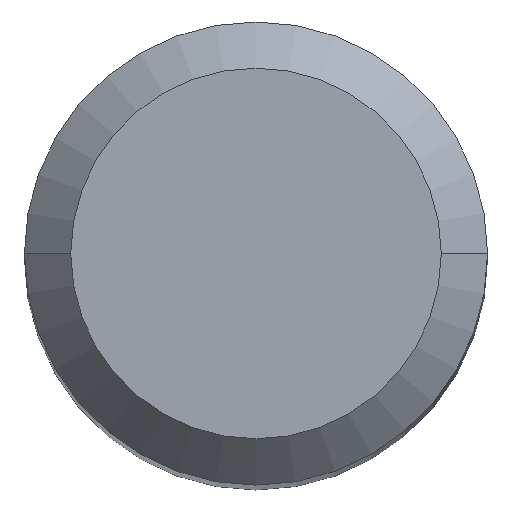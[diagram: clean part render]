
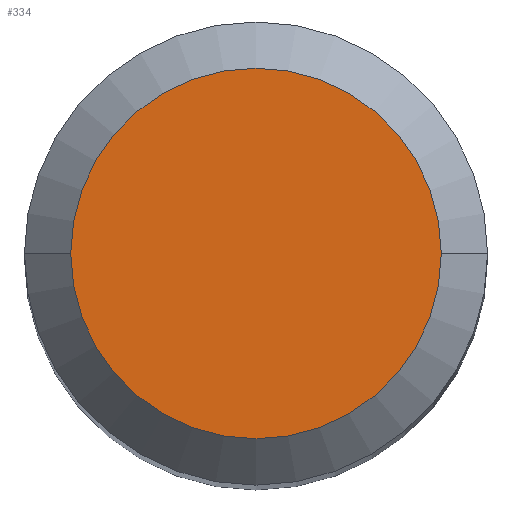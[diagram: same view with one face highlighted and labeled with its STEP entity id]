
A CAD part, top view. The second image highlights one B-rep face of the part: STEP entity #334.
In plain terms, the highlighted planar face has unit normal (0, 0, 1).
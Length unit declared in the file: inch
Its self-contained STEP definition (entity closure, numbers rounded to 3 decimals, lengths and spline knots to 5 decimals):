
#12 = PLANE ( 'NONE',  #167 ) ;
#50 = FACE_OUTER_BOUND ( 'NONE', #169, .T. ) ;
#55 = DIRECTION ( 'NONE',  ( 0., 0., -1. ) ) ;
#75 = EDGE_CURVE ( 'NONE', #247, #235, #191, .T. ) ;
#80 = CARTESIAN_POINT ( 'NONE',  ( -0.09448, 0., 0. ) ) ;
#107 = DIRECTION ( 'NONE',  ( 0., 0., 1. ) ) ;
#151 = DIRECTION ( 'NONE',  ( 0., 0., 1. ) ) ;
#167 = AXIS2_PLACEMENT_3D ( 'NONE', #420, #55, #210 ) ;
#169 = EDGE_LOOP ( 'NONE', ( #240, #217 ) ) ;
#185 = DIRECTION ( 'NONE',  ( 1., 0., 0. ) ) ;
#190 = DIRECTION ( 'NONE',  ( 1., 0., 0. ) ) ;
#191 = CIRCLE ( 'NONE', #449, 0.09448 ) ;
#210 = DIRECTION ( 'NONE',  ( -1., 0., 0. ) ) ;
#217 = ORIENTED_EDGE ( 'NONE', *, *, #440, .T. ) ;
#235 = VERTEX_POINT ( 'NONE', #421 ) ;
#240 = ORIENTED_EDGE ( 'NONE', *, *, #75, .T. ) ;
#247 = VERTEX_POINT ( 'NONE', #80 ) ;
#278 = CARTESIAN_POINT ( 'NONE',  ( 0., 0., 0. ) ) ;
#330 = CIRCLE ( 'NONE', #338, 0.09448 ) ;
#334 = ADVANCED_FACE ( 'NONE', ( #50 ), #12, .F. ) ;
#338 = AXIS2_PLACEMENT_3D ( 'NONE', #278, #151, #185 ) ;
#375 = CARTESIAN_POINT ( 'NONE',  ( 0., 0., 0. ) ) ;
#420 = CARTESIAN_POINT ( 'NONE',  ( 0., 0., 0. ) ) ;
#421 = CARTESIAN_POINT ( 'NONE',  ( 0.09448, 0., 0. ) ) ;
#440 = EDGE_CURVE ( 'NONE', #235, #247, #330, .T. ) ;
#449 = AXIS2_PLACEMENT_3D ( 'NONE', #375, #107, #190 ) ;
